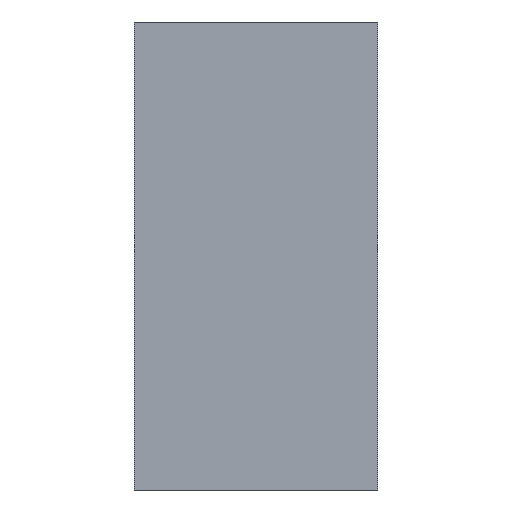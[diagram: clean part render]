
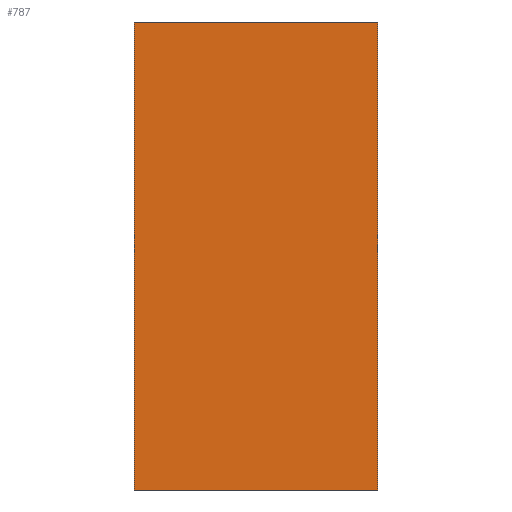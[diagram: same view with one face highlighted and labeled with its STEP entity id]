
A CAD part, front view. The second image highlights one B-rep face of the part: STEP entity #787.
In plain terms, the highlighted planar face has unit normal (0, -1, 0).
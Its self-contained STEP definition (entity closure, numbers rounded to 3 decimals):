
#35 = DIRECTION ( 'NONE',  ( 0., 0., -1. ) ) ;
#37 = DIRECTION ( 'NONE',  ( -1., 0., 0. ) ) ;
#39 = VERTEX_POINT ( 'NONE', #779 ) ;
#41 = CARTESIAN_POINT ( 'NONE',  ( 58.1, -0.5, 111.476 ) ) ;
#42 = CARTESIAN_POINT ( 'NONE',  ( 58.1, -0.5, 111.476 ) ) ;
#92 = EDGE_CURVE ( 'NONE', #225, #39, #438, .T. ) ;
#100 = CARTESIAN_POINT ( 'NONE',  ( 58.1, -0.5, -111.476 ) ) ;
#119 = CARTESIAN_POINT ( 'NONE',  ( 58.1, -0.5, -111.476 ) ) ;
#175 = ORIENTED_EDGE ( 'NONE', *, *, #199, .F. ) ;
#185 = VECTOR ( 'NONE', #35, 1000. ) ;
#199 = EDGE_CURVE ( 'NONE', #355, #225, #367, .T. ) ;
#204 = VECTOR ( 'NONE', #246, 1000. ) ;
#220 = ORIENTED_EDGE ( 'NONE', *, *, #832, .T. ) ;
#225 = VERTEX_POINT ( 'NONE', #119 ) ;
#228 = EDGE_LOOP ( 'NONE', ( #475, #296, #175, #220 ) ) ;
#246 = DIRECTION ( 'NONE',  ( -1., 0., 0. ) ) ;
#270 = VECTOR ( 'NONE', #658, 1000. ) ;
#296 = ORIENTED_EDGE ( 'NONE', *, *, #92, .F. ) ;
#315 = PLANE ( 'NONE',  #591 ) ;
#351 = LINE ( 'NONE', #647, #270 ) ;
#355 = VERTEX_POINT ( 'NONE', #42 ) ;
#361 = CARTESIAN_POINT ( 'NONE',  ( -58.1, -0.5, 111.476 ) ) ;
#367 = LINE ( 'NONE', #451, #185 ) ;
#375 = DIRECTION ( 'NONE',  ( 0., 1., 0. ) ) ;
#377 = FACE_OUTER_BOUND ( 'NONE', #228, .T. ) ;
#385 = CARTESIAN_POINT ( 'NONE',  ( 58.1, -0.5, 111.476 ) ) ;
#388 = LINE ( 'NONE', #385, #685 ) ;
#438 = LINE ( 'NONE', #100, #204 ) ;
#451 = CARTESIAN_POINT ( 'NONE',  ( 58.1, -0.5, 111.476 ) ) ;
#457 = DIRECTION ( 'NONE',  ( 0., 0., 1. ) ) ;
#475 = ORIENTED_EDGE ( 'NONE', *, *, #886, .T. ) ;
#591 = AXIS2_PLACEMENT_3D ( 'NONE', #41, #375, #457 ) ;
#647 = CARTESIAN_POINT ( 'NONE',  ( -58.1, -0.5, 111.476 ) ) ;
#658 = DIRECTION ( 'NONE',  ( 0., 0., -1. ) ) ;
#685 = VECTOR ( 'NONE', #37, 1000. ) ;
#779 = CARTESIAN_POINT ( 'NONE',  ( -58.1, -0.5, -111.476 ) ) ;
#787 = ADVANCED_FACE ( 'NONE', ( #377 ), #315, .F. ) ;
#832 = EDGE_CURVE ( 'NONE', #355, #918, #388, .T. ) ;
#886 = EDGE_CURVE ( 'NONE', #918, #39, #351, .T. ) ;
#918 = VERTEX_POINT ( 'NONE', #361 ) ;
